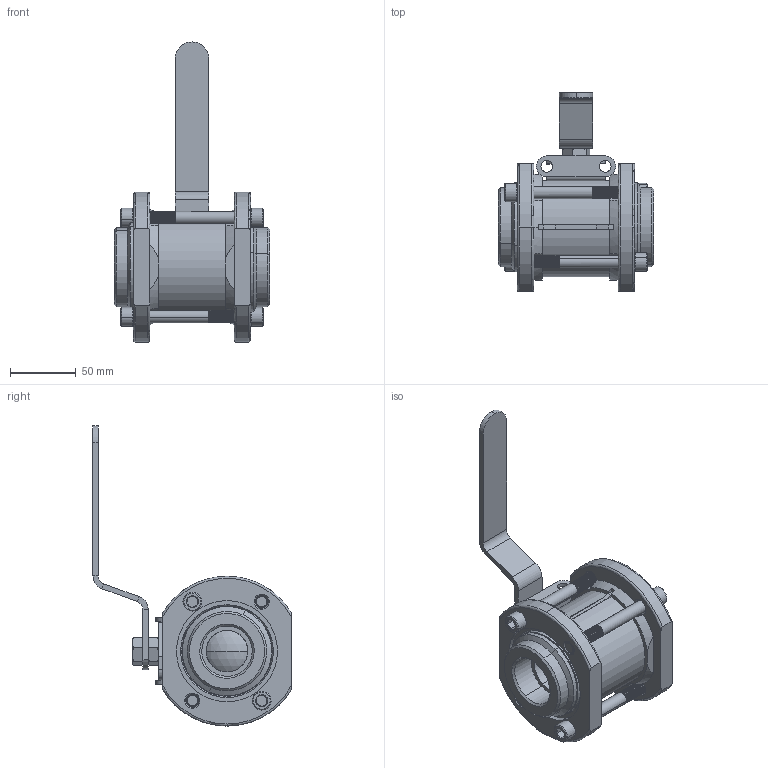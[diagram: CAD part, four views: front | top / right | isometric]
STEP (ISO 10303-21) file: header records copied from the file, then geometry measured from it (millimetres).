
FILE_DESCRIPTION (( 'STEP AP203' ), '1' );
FILE_NAME ('22XXTSWSL.step', '2018-03-15T18:02:47', ( '' ), ( '' ), 'SwSTEP 2.0', 'SolidWorks 2017', '' );
FILE_SCHEMA (( 'CONFIG_CONTROL_DESIGN' ));
Length unit declared in the file: inch
Products named in the file (1): 22XXTSWSL
Bounding box: 118.11 x 150.84 x 228.48 mm (x, y, z)
Volume: 552211.5 mm3; surface area: 183922.6 mm2
Topology: 24 solids, 24 shells, 1316 faces, 3458 edges, 2220 vertices
Faces by surface type: cylinder 736, plane 223, cone 207, bspline 112, torus 36, sphere 2
Entity records: 130960 total; most frequent: CARTESIAN_POINT 102348, ORIENTED_EDGE 6908, DIRECTION 5076, EDGE_CURVE 3454, VERTEX_POINT 2218, AXIS2_PLACEMENT_3D 1932, EDGE_LOOP 1412, ADVANCED_FACE 1316
